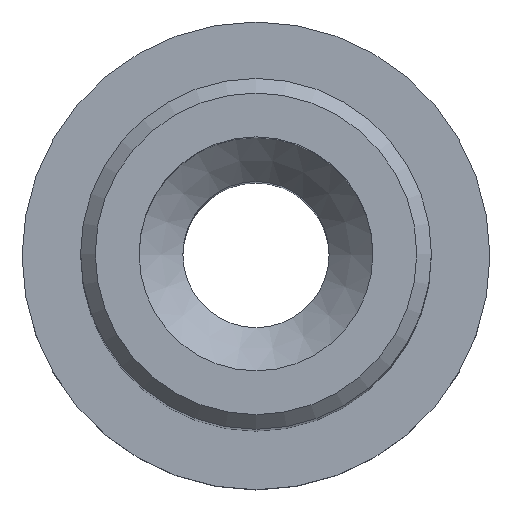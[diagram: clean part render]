
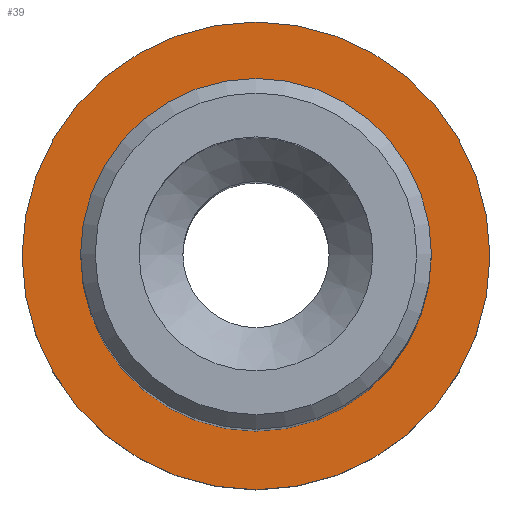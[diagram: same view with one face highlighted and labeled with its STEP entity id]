
A CAD part, top view. The second image highlights one B-rep face of the part: STEP entity #39.
In plain terms, the highlighted planar face has unit normal (0, 0, 1).
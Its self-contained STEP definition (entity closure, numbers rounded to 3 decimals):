
#34=PLANE('',#179);
#39=ADVANCED_FACE('',(#56,#57),#34,.T.);
#56=FACE_BOUND('',#78,.T.);
#57=FACE_BOUND('',#79,.T.);
#78=EDGE_LOOP('',(#100));
#79=EDGE_LOOP('',(#101));
#100=ORIENTED_EDGE('',*,*,#133,.T.);
#101=ORIENTED_EDGE('',*,*,#131,.F.);
#120=VERTEX_POINT('',#254);
#122=VERTEX_POINT('',#259);
#131=EDGE_CURVE('',#120,#120,#142,.T.);
#133=EDGE_CURVE('',#122,#122,#144,.T.);
#142=CIRCLE('',#175,5.8);
#144=CIRCLE('',#178,8.);
#175=AXIS2_PLACEMENT_3D('',#253,#205,#206);
#178=AXIS2_PLACEMENT_3D('',#258,#211,#212);
#179=AXIS2_PLACEMENT_3D('',#260,#213,#214);
#205=DIRECTION('',(0.,0.,1.));
#206=DIRECTION('',(1.,0.,0.));
#211=DIRECTION('',(0.,0.,1.));
#212=DIRECTION('',(1.,0.,0.));
#213=DIRECTION('',(0.,0.,1.));
#214=DIRECTION('',(-1.,0.,0.));
#253=CARTESIAN_POINT('',(0.,0.,0.));
#254=CARTESIAN_POINT('',(5.8,0.,0.));
#258=CARTESIAN_POINT('',(0.,0.,0.));
#259=CARTESIAN_POINT('',(8.,0.,0.));
#260=CARTESIAN_POINT('',(0.,5.8,0.));
